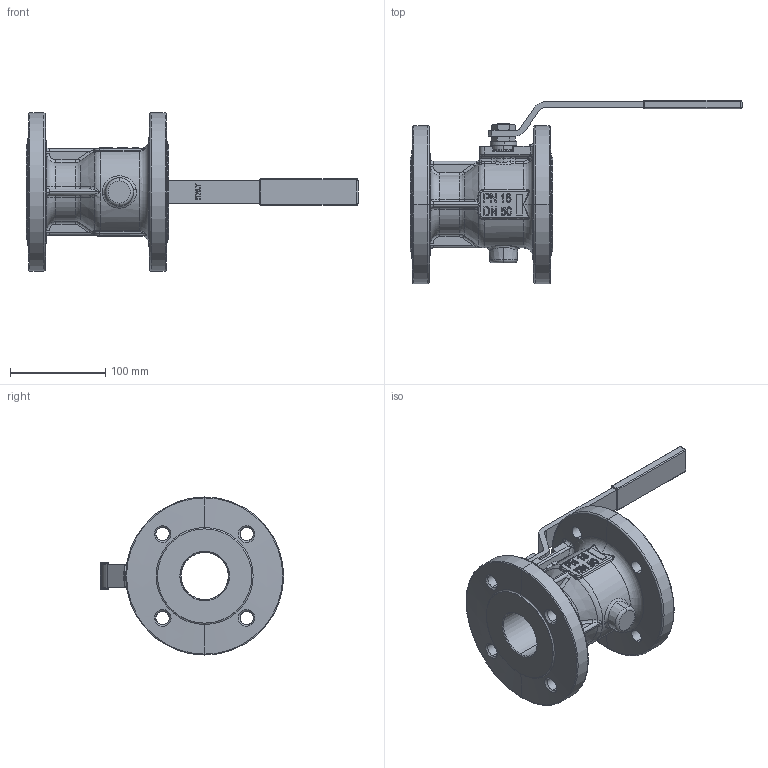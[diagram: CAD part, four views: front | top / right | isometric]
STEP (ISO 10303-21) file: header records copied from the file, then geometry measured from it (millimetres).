
FILE_DESCRIPTION (( 'STEP AP203' ), '1' );
FILE_NAME ('73000010.STEP', '2008-09-03T09:44:35', ( '.' ), ( '.' ), 'SwSTEP 2.0', 'SolidWorks 2007', '' );
FILE_SCHEMA (( 'CONFIG_CONTROL_DESIGN' ));
Products named in the file (1): 73000010
Bounding box: 348.5 x 192.5 x 166 mm (x, y, z)
Volume: 1126969.4 mm3; surface area: 248593.2 mm2
Topology: 2 solids, 4 shells, 1053 faces, 2620 edges, 1598 vertices
Faces by surface type: plane 338, bspline 295, cylinder 206, cone 121, torus 85, sphere 8
Entity records: 46516 total; most frequent: CARTESIAN_POINT 23546, ORIENTED_EDGE 5172, DIRECTION 4125, EDGE_CURVE 2586, VERTEX_POINT 1598, AXIS2_PLACEMENT_3D 1510, EDGE_LOOP 1154, VECTOR 1105
